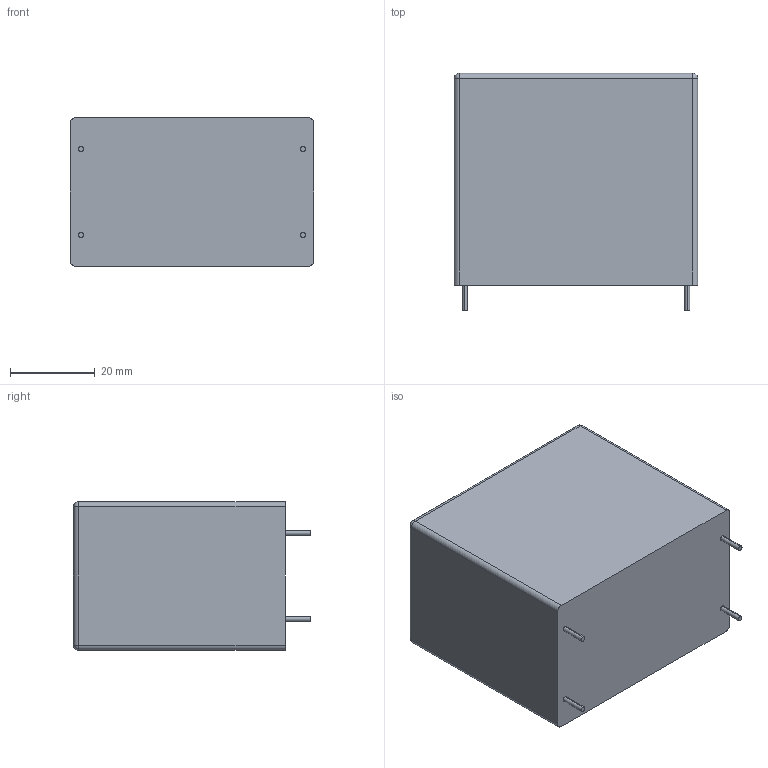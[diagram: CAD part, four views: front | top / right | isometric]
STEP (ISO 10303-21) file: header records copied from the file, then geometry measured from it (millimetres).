
FILE_DESCRIPTION (( 'STEP AP214' ), '1' );
FILE_NAME ('B32778Z4117K000.STEP', '2024-05-02T18:50:44', ( '' ), ( '' ), 'SwSTEP 2.0', 'SolidWorks 2020', '' );
FILE_SCHEMA (( 'AUTOMOTIVE_DESIGN' ));
Length unit declared in the file: millimetre
Products named in the file (1): B32778Z4117K000
Bounding box: 57.5 x 56 x 35 mm (x, y, z)
Volume: 100534.3 mm3; surface area: 13174.2 mm2
Topology: 5 solids, 5 shells, 34 faces, 64 edges, 36 vertices
Faces by surface type: cylinder 16, plane 14, sphere 4
Entity records: 890 total; most frequent: DIRECTION 162, CARTESIAN_POINT 131, ORIENTED_EDGE 120, AXIS2_PLACEMENT_3D 67, EDGE_CURVE 60, VERTEX_POINT 36, EDGE_LOOP 34, ADVANCED_FACE 34
